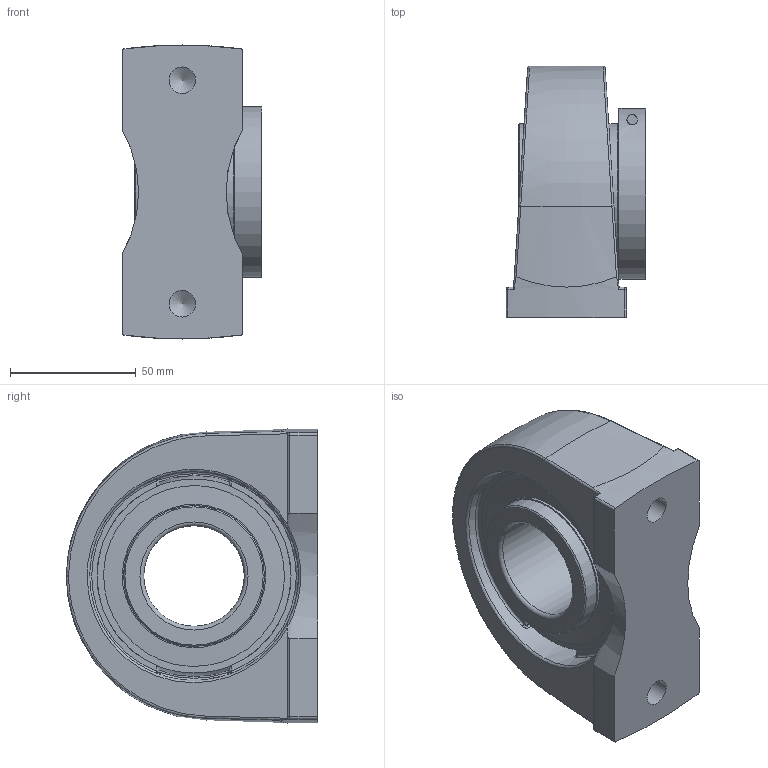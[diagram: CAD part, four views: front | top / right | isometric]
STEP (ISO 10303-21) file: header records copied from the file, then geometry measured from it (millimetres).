
FILE_DESCRIPTION(/* description */ ('Alibre Inc.'),/* implementation_level */ '2;1');
FILE_NAME(/* name */ 'export-AB77B85E-CF45-4DC7-85DD-CF44303C152E',/* time_stamp */ '2020-05-18T11:43:06-07:00',/* author */ (''),/* organization */ (''),/* preprocessor_version */ 'ST-DEVELOPER v17',/* originating_system */ 'Alibre',/* authorisation */ '');
FILE_SCHEMA (('CONFIG_CONTROL_DESIGN'));
Length unit declared in the file: inch
Bounding box: 55.7 x 100 x 117 mm (x, y, z)
Volume: 282953.6 mm3; surface area: 86162.5 mm2
Topology: 16 solids, 16 shells, 214 faces, 570 edges, 365 vertices
Faces by surface type: plane 68, cylinder 59, cone 32, torus 21, sphere 20, bspline 14
Full cylindrical faces by diameter (mm): 4.134 x1, 4.137 x1, 5.8 x1, 8.5 x1, 10.592 x2, 40 x1, 56 x4, 57.016 x2, 68 x2, 72 x2, 83.195 x2, 88.22 x1
Entity records: 9564 total; most frequent: CARTESIAN_POINT 4434, ORIENTED_EDGE 946, DIRECTION 747, EDGE_CURVE 473, VERTEX_POINT 332, AXIS2_PLACEMENT_3D 332, FACE_BOUND 255, EDGE_LOOP 244
